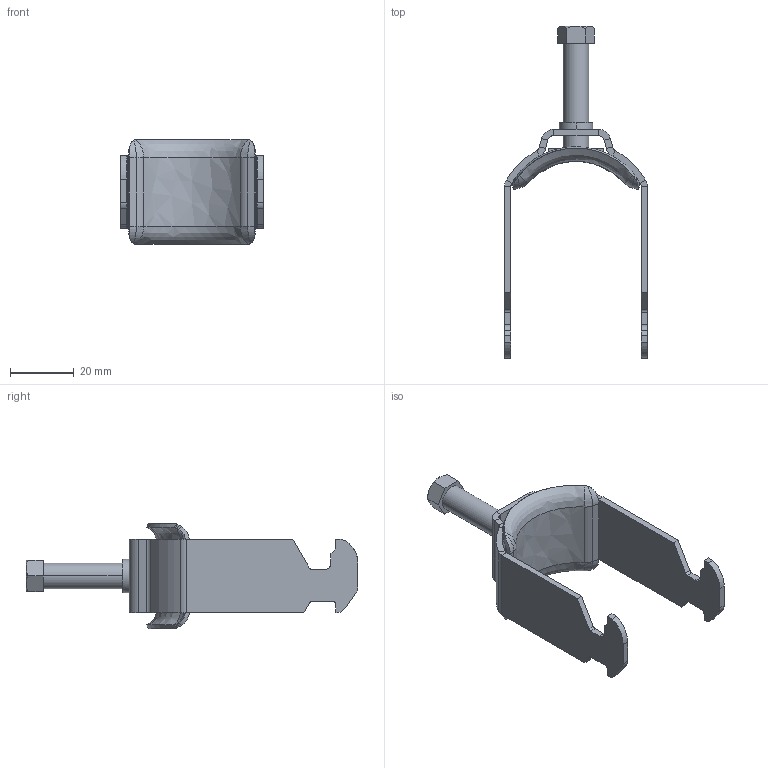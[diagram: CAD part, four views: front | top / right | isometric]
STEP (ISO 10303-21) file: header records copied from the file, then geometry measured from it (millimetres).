
FILE_DESCRIPTION(/* description */ (''),/* implementation_level */ '2;1');
FILE_NAME(/* name */ '1156055',/* time_stamp */ '2015-07-23T16:12:39+02:00',/* author */ (''),/* organization */ (''),/* preprocessor_version */ 'ST-DEVELOPER v15',/* originating_system */ '',/* authorisation */ '');
FILE_SCHEMA (('CONFIG_CONTROL_DESIGN'));
Length unit declared in the file: millimetre
Products named in the file (2): Document; Block 01
Assembly tree (1 placements, depth 2):
  Document
    Block 01
Bounding box: 45 x 104.5 x 33.11 mm (x, y, z)
Volume: 9357.7 mm3; surface area: 12815.9 mm2
Topology: 2 solids, 3 shells, 261 faces, 630 edges, 388 vertices
Faces by surface type: plane 135, bspline 126
Entity records: 11961 total; most frequent: CARTESIAN_POINT 7730, ORIENTED_EDGE 1254, EDGE_CURVE 630, B_SPLINE_CURVE_WITH_KNOTS 486, VERTEX_POINT 388, EDGE_LOOP 279, ADVANCED_FACE 261, FACE_OUTER_BOUND 261
